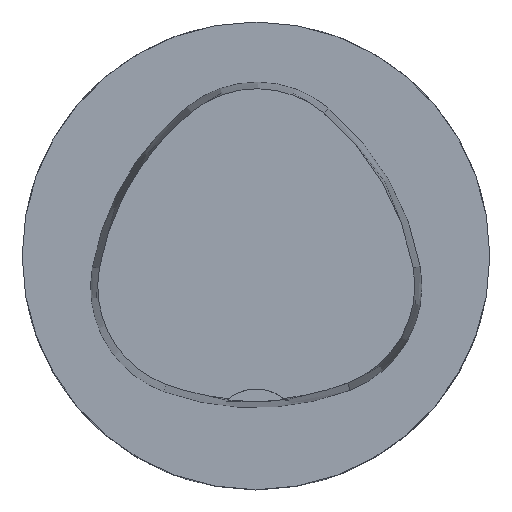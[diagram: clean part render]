
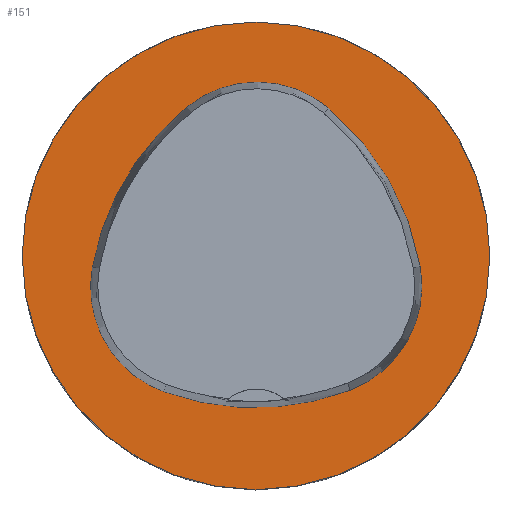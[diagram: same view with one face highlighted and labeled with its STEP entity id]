
A CAD part, top view. The second image highlights one B-rep face of the part: STEP entity #151.
In plain terms, the highlighted planar face has unit normal (0, 0, 1).
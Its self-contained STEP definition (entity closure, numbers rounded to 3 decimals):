
#88=PLANE('',#540);
#151=ADVANCED_FACE('',(#188,#189),#88,.T.);
#188=FACE_BOUND('',#218,.T.);
#189=FACE_BOUND('',#219,.T.);
#218=EDGE_LOOP('',(#303,#304,#305,#306,#307,#308));
#219=EDGE_LOOP('',(#309));
#303=ORIENTED_EDGE('',*,*,#436,.T.);
#304=ORIENTED_EDGE('',*,*,#416,.T.);
#305=ORIENTED_EDGE('',*,*,#420,.T.);
#306=ORIENTED_EDGE('',*,*,#423,.T.);
#307=ORIENTED_EDGE('',*,*,#426,.T.);
#308=ORIENTED_EDGE('',*,*,#434,.T.);
#309=ORIENTED_EDGE('',*,*,#407,.F.);
#366=VERTEX_POINT('',#784);
#375=VERTEX_POINT('',#803);
#376=VERTEX_POINT('',#804);
#379=VERTEX_POINT('',#812);
#381=VERTEX_POINT('',#818);
#383=VERTEX_POINT('',#824);
#390=VERTEX_POINT('',#845);
#407=EDGE_CURVE('',#366,#366,#456,.T.);
#416=EDGE_CURVE('',#375,#376,#457,.T.);
#420=EDGE_CURVE('',#376,#379,#459,.T.);
#423=EDGE_CURVE('',#379,#381,#461,.T.);
#426=EDGE_CURVE('',#381,#383,#463,.T.);
#434=EDGE_CURVE('',#383,#390,#467,.T.);
#436=EDGE_CURVE('',#390,#375,#469,.T.);
#456=CIRCLE('',#512,31.5);
#457=CIRCLE('',#518,36.);
#459=CIRCLE('',#521,15.);
#461=CIRCLE('',#524,36.);
#463=CIRCLE('',#527,15.);
#467=CIRCLE('',#532,36.);
#469=CIRCLE('',#535,15.);
#512=AXIS2_PLACEMENT_3D('',#783,#605,#606);
#518=AXIS2_PLACEMENT_3D('',#802,#621,#622);
#521=AXIS2_PLACEMENT_3D('',#811,#629,#630);
#524=AXIS2_PLACEMENT_3D('',#817,#636,#637);
#527=AXIS2_PLACEMENT_3D('',#823,#643,#644);
#532=AXIS2_PLACEMENT_3D('',#846,#655,#656);
#535=AXIS2_PLACEMENT_3D('',#849,#661,#662);
#540=AXIS2_PLACEMENT_3D('',#854,#671,#672);
#605=DIRECTION('',(0.,0.,-1.));
#606=DIRECTION('',(-1.,0.,0.));
#621=DIRECTION('',(0.,0.,-1.));
#622=DIRECTION('',(-1.,0.,0.));
#629=DIRECTION('',(0.,0.,-1.));
#630=DIRECTION('',(-1.,0.,0.));
#636=DIRECTION('',(0.,0.,-1.));
#637=DIRECTION('',(-1.,0.,0.));
#643=DIRECTION('',(0.,0.,-1.));
#644=DIRECTION('',(-1.,0.,0.));
#655=DIRECTION('',(0.,0.,-1.));
#656=DIRECTION('',(-1.,0.,0.));
#661=DIRECTION('',(0.,0.,-1.));
#662=DIRECTION('',(-1.,0.,0.));
#671=DIRECTION('',(0.,0.,1.));
#672=DIRECTION('',(1.,0.,0.));
#783=CARTESIAN_POINT('',(0.,0.,0.));
#784=CARTESIAN_POINT('',(-31.5,0.,0.));
#802=CARTESIAN_POINT('',(13.398,-7.893,0.));
#803=CARTESIAN_POINT('',(-22.041,-1.562,0.));
#804=CARTESIAN_POINT('',(-9.317,20.036,0.));
#811=CARTESIAN_POINT('',(0.148,8.399,0.));
#812=CARTESIAN_POINT('',(9.779,19.898,0.));
#817=CARTESIAN_POINT('',(-13.337,-7.7,0.));
#818=CARTESIAN_POINT('',(22.122,-1.48,0.));
#823=CARTESIAN_POINT('',(7.347,-4.071,0.));
#824=CARTESIAN_POINT('',(12.693,-18.087,0.));
#845=CARTESIAN_POINT('',(-12.373,-18.307,0.));
#846=CARTESIAN_POINT('',(-0.137,15.55,0.));
#849=CARTESIAN_POINT('',(-7.275,-4.2,0.));
#854=CARTESIAN_POINT('',(0.,0.,0.));
